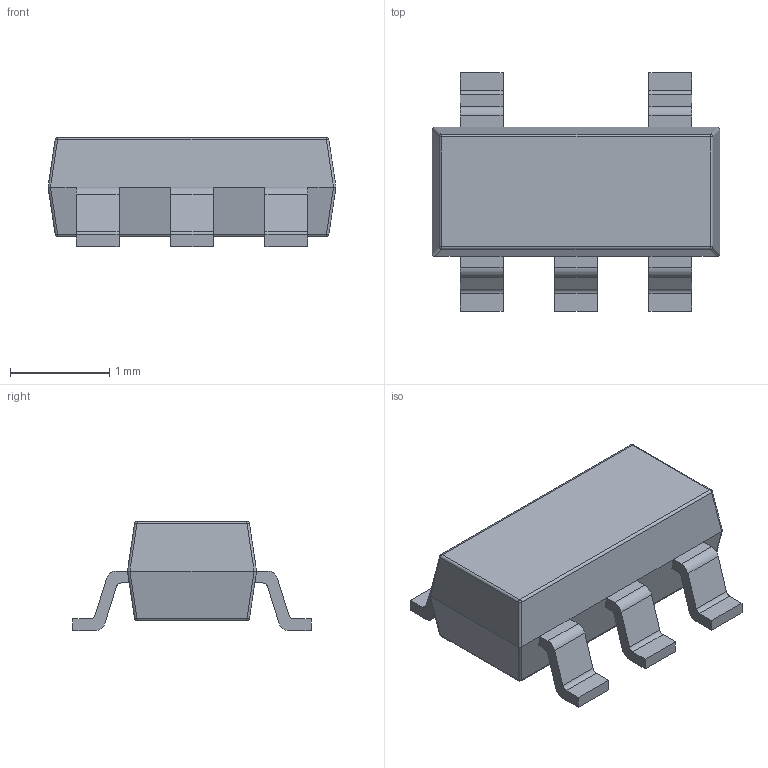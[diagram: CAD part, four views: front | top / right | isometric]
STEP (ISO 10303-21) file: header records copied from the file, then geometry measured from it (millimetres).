
FILE_DESCRIPTION (( 'STEP AP214' ), '1' );
FILE_NAME ('User Library-SOT23-5-5.STEP', '2016-12-16T09:01:07', ( 'Windows User' ), ( '' ), 'SwSTEP 2.0', 'SolidWorks 2016', '' );
FILE_SCHEMA (( 'AUTOMOTIVE_DESIGN' ));
Length unit declared in the file: millimetre
Products named in the file (3): User Library-SOT23-5-5; User Library-SOT23-5-5_SOT23_LEG; User Library-SOT23-5-5_SOT23-5_BODY
Assembly tree (6 placements, depth 2):
  User Library-SOT23-5-5
    User Library-SOT23-5-5_SOT23-5_BODY
    User Library-SOT23-5-5_SOT23_LEG  x5
Bounding box: 2.9 x 2.4 x 1.1 mm (x, y, z)
Volume: 3.7 mm3; surface area: 21.3 mm2
Topology: 6 solids, 6 shells, 129 faces, 309 edges, 192 vertices
Faces by surface type: plane 85, cylinder 36, bspline 8
Entity records: 3008 total; most frequent: CARTESIAN_POINT 475, DIRECTION 341, ORIENTED_EDGE 330, EDGE_CURVE 165, LINE 129, VECTOR 129, AXIS2_PLACEMENT_3D 106, VERTEX_POINT 96
